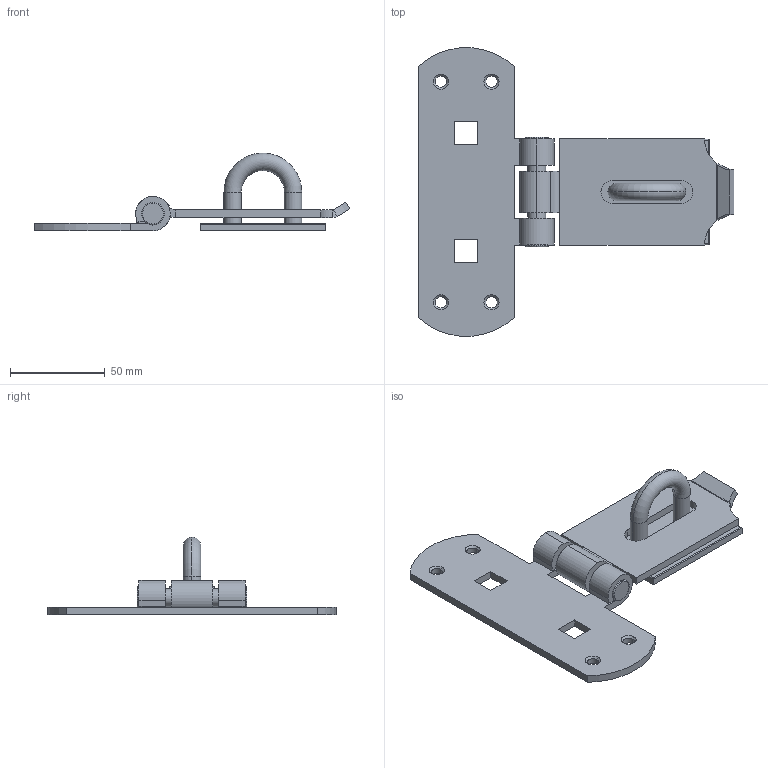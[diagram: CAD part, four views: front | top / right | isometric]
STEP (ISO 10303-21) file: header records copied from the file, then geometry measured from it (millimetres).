
FILE_DESCRIPTION (( 'STEP AP203' ), '1' );
FILE_NAME ('05157426.STEP', '2025-06-18T08:20:48', ( '' ), ( '' ), 'SwSTEP 2.0', 'SolidWorks 2023', '' );
FILE_SCHEMA (( 'CONFIG_CONTROL_DESIGN' ));
Length unit declared in the file: millimetre
Products named in the file (5): 05157426 Part3; 05157426 Part4; 05157426 Part2; 05157426; 05157426 Part1
Assembly tree (4 placements, depth 2):
  05157426
    05157426 Part1
    05157426 Part2
    05157426 Part3
    05157426 Part4
Bounding box: 166.62 x 152.24 x 41.1 mm (x, y, z)
Volume: 80155.2 mm3; surface area: 45087.4 mm2
Topology: 5 solids, 5 shells, 132 faces, 323 edges, 202 vertices
Faces by surface type: cylinder 55, plane 53, cone 16, torus 6, bspline 2
Entity records: 4452 total; most frequent: CARTESIAN_POINT 710, DIRECTION 709, ORIENTED_EDGE 646, EDGE_CURVE 323, AXIS2_PLACEMENT_3D 261, VERTEX_POINT 202, LINE 187, VECTOR 187
